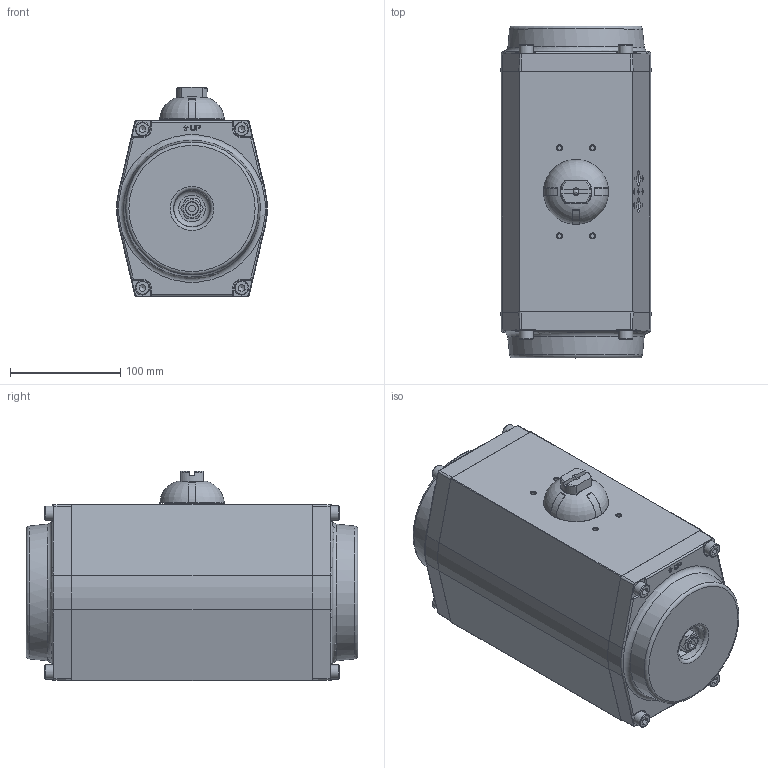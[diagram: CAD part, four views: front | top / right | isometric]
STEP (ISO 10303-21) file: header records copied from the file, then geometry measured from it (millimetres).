
FILE_DESCRIPTION(/* description */ ('Unknown'),/* implementation_level */ '2;1');
FILE_NAME(/* name */ 'GTA-127X90',/* time_stamp */ '2018-10-01T11:18:11+02:00',/* author */ ('Unknown'),/* organization */ ('Unknown'),/* preprocessor_version */ 'ST-DEVELOPER v16.7',/* originating_system */ 'DEX',/* authorisation */ $);
FILE_SCHEMA (('AUTOMOTIVE_DESIGN {1 0 10303 214 3 1 1}'));
Length unit declared in the file: millimetre
Products named in the file (1): GTA-127X90
Bounding box: 136.59 x 301 x 189.95 mm (x, y, z)
Surface area: 233944.3 mm2 (no closed solid volume)
Topology: 0 solids, 27 shells, 488 faces, 1499 edges, 1006 vertices
Faces by surface type: plane 222, cylinder 117, cone 67, torus 51, bspline 31
Full cylindrical faces by diameter (mm): 4.134 x9, 4.917 x1, 6.5 x1, 6.647 x4, 8.376 x4, 11.445 x2, 12 x2, 13 x8, 24 x3, 28 x1, 28.5 x1, 50 x1, 53.3 x1
Entity records: 17783 total; most frequent: CARTESIAN_POINT 5212, DIRECTION 2539, ORIENTED_EDGE 2235, EDGE_CURVE 1333, VERTEX_POINT 962, AXIS2_PLACEMENT_3D 936, FACE_BOUND 671, LINE 667
